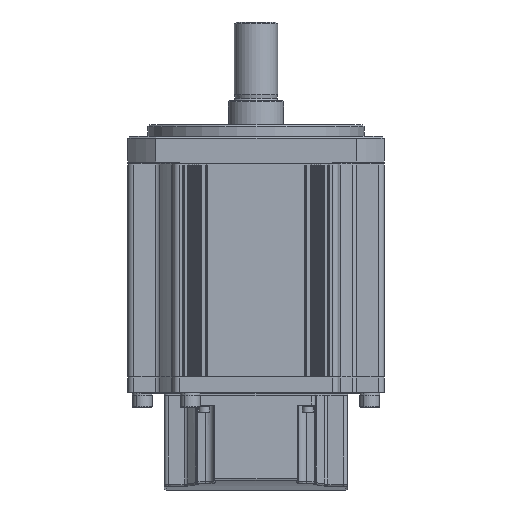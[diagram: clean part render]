
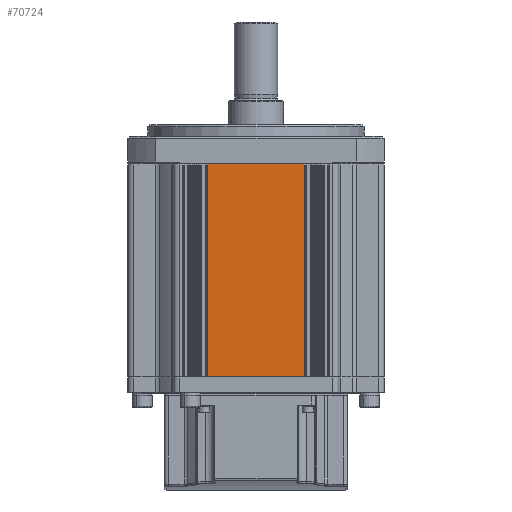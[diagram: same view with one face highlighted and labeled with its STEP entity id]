
A CAD part, front view. The second image highlights one B-rep face of the part: STEP entity #70724.
In plain terms, the highlighted planar face has unit normal (0, -1, 0).
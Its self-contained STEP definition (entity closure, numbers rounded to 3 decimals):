
#8131 = EDGE_CURVE ( 'NONE', #18000, #17914, #77977, .T. ) ;
#8360 = EDGE_CURVE ( 'NONE', #17733, #18000, #78313, .T. ) ;
#8383 = EDGE_CURVE ( 'NONE', #17713, #17914, #78364, .T. ) ;
#17713 = VERTEX_POINT ( 'NONE', #86177 ) ;
#17733 = VERTEX_POINT ( 'NONE', #86124 ) ;
#17914 = VERTEX_POINT ( 'NONE', #86664 ) ;
#18000 = VERTEX_POINT ( 'NONE', #86779 ) ;
#39609 = AXIS2_PLACEMENT_3D ( 'NONE', #42577, #42585, #42536 ) ;
#42536 = DIRECTION ( 'NONE',  ( 0., 0., 1. ) ) ;
#42571 = FACE_OUTER_BOUND ( 'NONE', #103181, .T. ) ;
#42575 = PLANE ( 'NONE',  #39609 ) ;
#42577 = CARTESIAN_POINT ( 'NONE',  ( 24.5, -65., -10. ) ) ;
#42585 = DIRECTION ( 'NONE',  ( 0., 1., 0. ) ) ;
#58091 = VECTOR ( 'NONE', #59815, 1000. ) ;
#59815 = DIRECTION ( 'NONE',  ( 1., 0., 0. ) ) ;
#59819 = CARTESIAN_POINT ( 'NONE',  ( 24.5, -65., -10. ) ) ;
#59834 = LINE ( 'NONE', #59819, #58091 ) ;
#64022 = EDGE_CURVE ( 'NONE', #17733, #17713, #59834, .T. ) ;
#69461 = VECTOR ( 'NONE', #77985, 1000. ) ;
#69648 = VECTOR ( 'NONE', #78329, 1000. ) ;
#69664 = VECTOR ( 'NONE', #78297, 1000. ) ;
#70724 = ADVANCED_FACE ( 'NONE', ( #42571 ), #42575, .F. ) ;
#77977 = LINE ( 'NONE', #77984, #69461 ) ;
#77984 = CARTESIAN_POINT ( 'NONE',  ( 24.5, -65., -118. ) ) ;
#77985 = DIRECTION ( 'NONE',  ( 1., 0., 0. ) ) ;
#78297 = DIRECTION ( 'NONE',  ( 0., 0., -1. ) ) ;
#78305 = CARTESIAN_POINT ( 'NONE',  ( -24.5, -65., -10. ) ) ;
#78313 = LINE ( 'NONE', #78305, #69664 ) ;
#78322 = CARTESIAN_POINT ( 'NONE',  ( 24.5, -65., -10. ) ) ;
#78329 = DIRECTION ( 'NONE',  ( 0., 0., -1. ) ) ;
#78364 = LINE ( 'NONE', #78322, #69648 ) ;
#86124 = CARTESIAN_POINT ( 'NONE',  ( -24.5, -65., -10. ) ) ;
#86177 = CARTESIAN_POINT ( 'NONE',  ( 24.5, -65., -10. ) ) ;
#86664 = CARTESIAN_POINT ( 'NONE',  ( 24.5, -65., -118. ) ) ;
#86779 = CARTESIAN_POINT ( 'NONE',  ( -24.5, -65., -118. ) ) ;
#89047 = ORIENTED_EDGE ( 'NONE', *, *, #8383, .F. ) ;
#89120 = ORIENTED_EDGE ( 'NONE', *, *, #64022, .F. ) ;
#89129 = ORIENTED_EDGE ( 'NONE', *, *, #8360, .T. ) ;
#89162 = ORIENTED_EDGE ( 'NONE', *, *, #8131, .T. ) ;
#103181 = EDGE_LOOP ( 'NONE', ( #89162, #89047, #89120, #89129 ) ) ;
